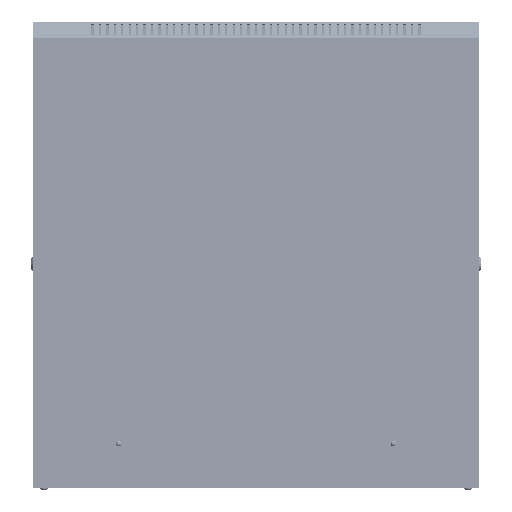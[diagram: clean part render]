
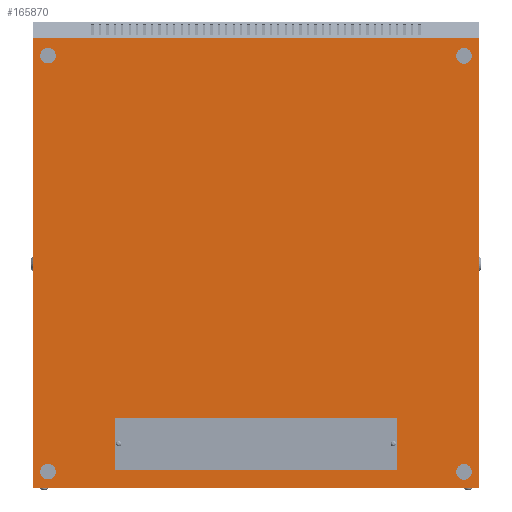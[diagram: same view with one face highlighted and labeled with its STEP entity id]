
A CAD part, front view. The second image highlights one B-rep face of the part: STEP entity #165870.
In plain terms, the highlighted planar face has unit normal (0, -1, 0).
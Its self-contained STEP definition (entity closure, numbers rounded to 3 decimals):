
#1025 = AXIS2_PLACEMENT_3D ( 'NONE', #165440, #163725, #163668 ) ;
#1797 = VECTOR ( 'NONE', #25324, 1000. ) ;
#4514 = CARTESIAN_POINT ( 'NONE',  ( -280., 0., 18.65 ) ) ;
#6161 = EDGE_LOOP ( 'NONE', ( #116037, #125509 ) ) ;
#6770 = CIRCLE ( 'NONE', #169218, 3.25 ) ;
#7253 = EDGE_CURVE ( 'NONE', #179663, #176738, #6770, .T. ) ;
#7976 = FACE_BOUND ( 'NONE', #172243, .T. ) ;
#8836 = CARTESIAN_POINT ( 'NONE',  ( -190., 0., 25. ) ) ;
#9618 = VERTEX_POINT ( 'NONE', #196642 ) ;
#10115 = CARTESIAN_POINT ( 'NONE',  ( -280., 0., 585.15 ) ) ;
#11290 = EDGE_LOOP ( 'NONE', ( #56659, #73515 ) ) ;
#11576 = VERTEX_POINT ( 'NONE', #106793 ) ;
#12840 = FACE_BOUND ( 'NONE', #119791, .T. ) ;
#14009 = LINE ( 'NONE', #52555, #49979 ) ;
#14748 = DIRECTION ( 'NONE',  ( 0., 0., 1. ) ) ;
#17312 = CIRCLE ( 'NONE', #197975, 3.25 ) ;
#18884 = VERTEX_POINT ( 'NONE', #51152 ) ;
#20449 = VERTEX_POINT ( 'NONE', #167242 ) ;
#20490 = ORIENTED_EDGE ( 'NONE', *, *, #124316, .T. ) ;
#20766 = EDGE_CURVE ( 'NONE', #176738, #179663, #94410, .T. ) ;
#21388 = EDGE_CURVE ( 'NONE', #18884, #11576, #175490, .T. ) ;
#23876 = VERTEX_POINT ( 'NONE', #93475 ) ;
#25124 = ORIENTED_EDGE ( 'NONE', *, *, #173025, .T. ) ;
#25324 = DIRECTION ( 'NONE',  ( -1., 0., 0. ) ) ;
#28156 = DIRECTION ( 'NONE',  ( 0., 0., 1. ) ) ;
#28199 = DIRECTION ( 'NONE',  ( 0., 1., 0. ) ) ;
#28410 = CARTESIAN_POINT ( 'NONE',  ( -280., 0., 581.9 ) ) ;
#30832 = ORIENTED_EDGE ( 'NONE', *, *, #126117, .F. ) ;
#30978 = EDGE_CURVE ( 'NONE', #118911, #76012, #54569, .T. ) ;
#31304 = CARTESIAN_POINT ( 'NONE',  ( -190., 0., 95. ) ) ;
#31953 = DIRECTION ( 'NONE',  ( 0., 1., 0. ) ) ;
#34992 = DIRECTION ( 'NONE',  ( 0., 0., -1. ) ) ;
#35858 = CARTESIAN_POINT ( 'NONE',  ( -300., 0., 606.5 ) ) ;
#37745 = ORIENTED_EDGE ( 'NONE', *, *, #190040, .F. ) ;
#38248 = CIRCLE ( 'NONE', #195963, 3.25 ) ;
#38792 = DIRECTION ( 'NONE',  ( 0., 1., 0. ) ) ;
#39074 = VERTEX_POINT ( 'NONE', #122236 ) ;
#42403 = ORIENTED_EDGE ( 'NONE', *, *, #30978, .T. ) ;
#42630 = CARTESIAN_POINT ( 'NONE',  ( 280., 0., 21.9 ) ) ;
#42739 = CARTESIAN_POINT ( 'NONE',  ( -190., 0., 95. ) ) ;
#45878 = VERTEX_POINT ( 'NONE', #4514 ) ;
#46748 = DIRECTION ( 'NONE',  ( 0., 0., -1. ) ) ;
#47216 = ORIENTED_EDGE ( 'NONE', *, *, #141634, .F. ) ;
#49563 = CARTESIAN_POINT ( 'NONE',  ( 300., 0., 0. ) ) ;
#49979 = VECTOR ( 'NONE', #52139, 1000. ) ;
#50483 = LINE ( 'NONE', #42739, #126834 ) ;
#50491 = VERTEX_POINT ( 'NONE', #76231 ) ;
#51152 = CARTESIAN_POINT ( 'NONE',  ( 280., 0., 585.15 ) ) ;
#52139 = DIRECTION ( 'NONE',  ( 0., 0., -1. ) ) ;
#52555 = CARTESIAN_POINT ( 'NONE',  ( 300., 0., 606.5 ) ) ;
#52597 = VERTEX_POINT ( 'NONE', #131903 ) ;
#54569 = LINE ( 'NONE', #35858, #85647 ) ;
#54628 = DIRECTION ( 'NONE',  ( -1., 0., 0. ) ) ;
#55280 = CARTESIAN_POINT ( 'NONE',  ( 300., 0., 606.5 ) ) ;
#56659 = ORIENTED_EDGE ( 'NONE', *, *, #178677, .T. ) ;
#57556 = CARTESIAN_POINT ( 'NONE',  ( -280., 0., 578.65 ) ) ;
#58044 = DIRECTION ( 'NONE',  ( 0., 0., 1. ) ) ;
#58580 = ORIENTED_EDGE ( 'NONE', *, *, #58679, .T. ) ;
#58679 = EDGE_CURVE ( 'NONE', #50491, #45878, #149228, .T. ) ;
#58921 = VERTEX_POINT ( 'NONE', #105006 ) ;
#60827 = AXIS2_PLACEMENT_3D ( 'NONE', #66754, #66525, #66296 ) ;
#66296 = DIRECTION ( 'NONE',  ( 0., 0., 1. ) ) ;
#66525 = DIRECTION ( 'NONE',  ( 0., 1., 0. ) ) ;
#66754 = CARTESIAN_POINT ( 'NONE',  ( 280., 0., 581.9 ) ) ;
#68024 = VECTOR ( 'NONE', #191770, 1000. ) ;
#68908 = ORIENTED_EDGE ( 'NONE', *, *, #185908, .T. ) ;
#70067 = EDGE_CURVE ( 'NONE', #82531, #182653, #14009, .T. ) ;
#73515 = ORIENTED_EDGE ( 'NONE', *, *, #98649, .T. ) ;
#74353 = AXIS2_PLACEMENT_3D ( 'NONE', #197638, #106421, #14748 ) ;
#76012 = VERTEX_POINT ( 'NONE', #183476 ) ;
#76231 = CARTESIAN_POINT ( 'NONE',  ( -280., 0., 25.15 ) ) ;
#80094 = CARTESIAN_POINT ( 'NONE',  ( 300., 0., 606.5 ) ) ;
#82476 = AXIS2_PLACEMENT_3D ( 'NONE', #132053, #131814, #131782 ) ;
#82531 = VERTEX_POINT ( 'NONE', #80094 ) ;
#83450 = DIRECTION ( 'NONE',  ( 0., 1., 0. ) ) ;
#84313 = CARTESIAN_POINT ( 'NONE',  ( 300., 0., 606.5 ) ) ;
#84658 = FACE_BOUND ( 'NONE', #182031, .T. ) ;
#85647 = VECTOR ( 'NONE', #34992, 1000. ) ;
#89469 = FACE_BOUND ( 'NONE', #6161, .T. ) ;
#90779 = LINE ( 'NONE', #55280, #95527 ) ;
#92262 = ORIENTED_EDGE ( 'NONE', *, *, #21388, .T. ) ;
#93475 = CARTESIAN_POINT ( 'NONE',  ( -190., 0., 25. ) ) ;
#94410 = CIRCLE ( 'NONE', #82476, 3.25 ) ;
#95527 = VECTOR ( 'NONE', #54628, 1000. ) ;
#98034 = CARTESIAN_POINT ( 'NONE',  ( 190., 0., 95. ) ) ;
#98649 = EDGE_CURVE ( 'NONE', #52597, #58921, #142714, .T. ) ;
#101141 = VECTOR ( 'NONE', #46748, 1000. ) ;
#101493 = CARTESIAN_POINT ( 'NONE',  ( 300., 0., 0. ) ) ;
#105006 = CARTESIAN_POINT ( 'NONE',  ( 280., 0., 25.15 ) ) ;
#105958 = LINE ( 'NONE', #31304, #101141 ) ;
#106421 = DIRECTION ( 'NONE',  ( 0., 1., 0. ) ) ;
#106793 = CARTESIAN_POINT ( 'NONE',  ( 280., 0., 578.65 ) ) ;
#116037 = ORIENTED_EDGE ( 'NONE', *, *, #7253, .T. ) ;
#118911 = VERTEX_POINT ( 'NONE', #177162 ) ;
#119791 = EDGE_LOOP ( 'NONE', ( #92262, #20490 ) ) ;
#121500 = ORIENTED_EDGE ( 'NONE', *, *, #183631, .F. ) ;
#122236 = CARTESIAN_POINT ( 'NONE',  ( 190., 0., 95. ) ) ;
#122310 = EDGE_CURVE ( 'NONE', #9618, #39074, #159792, .T. ) ;
#123416 = CARTESIAN_POINT ( 'NONE',  ( 280., 0., 21.9 ) ) ;
#124014 = VECTOR ( 'NONE', #144037, 1000. ) ;
#124316 = EDGE_CURVE ( 'NONE', #11576, #18884, #154435, .T. ) ;
#125140 = FACE_OUTER_BOUND ( 'NONE', #151848, .T. ) ;
#125509 = ORIENTED_EDGE ( 'NONE', *, *, #20766, .T. ) ;
#126117 = EDGE_CURVE ( 'NONE', #23876, #9618, #153900, .T. ) ;
#126834 = VECTOR ( 'NONE', #164820, 1000. ) ;
#130315 = PLANE ( 'NONE',  #174480 ) ;
#131092 = ORIENTED_EDGE ( 'NONE', *, *, #122310, .F. ) ;
#131782 = DIRECTION ( 'NONE',  ( 0., 0., 1. ) ) ;
#131814 = DIRECTION ( 'NONE',  ( 0., 1., 0. ) ) ;
#131903 = CARTESIAN_POINT ( 'NONE',  ( 280., 0., 18.65 ) ) ;
#132053 = CARTESIAN_POINT ( 'NONE',  ( -280., 0., 581.9 ) ) ;
#135705 = ORIENTED_EDGE ( 'NONE', *, *, #70067, .F. ) ;
#138815 = DIRECTION ( 'NONE',  ( 0., 0., 1. ) ) ;
#141634 = EDGE_CURVE ( 'NONE', #182653, #76012, #164377, .T. ) ;
#142714 = CIRCLE ( 'NONE', #151193, 3.25 ) ;
#144037 = DIRECTION ( 'NONE',  ( 0., 0., 1. ) ) ;
#145641 = DIRECTION ( 'NONE',  ( 0., 0., 1. ) ) ;
#149228 = CIRCLE ( 'NONE', #1025, 3.25 ) ;
#149405 = DIRECTION ( 'NONE',  ( 0., 1., 0. ) ) ;
#151193 = AXIS2_PLACEMENT_3D ( 'NONE', #42630, #149405, #58044 ) ;
#151848 = EDGE_LOOP ( 'NONE', ( #42403, #47216, #135705, #68908 ) ) ;
#153900 = LINE ( 'NONE', #8836, #68024 ) ;
#154435 = CIRCLE ( 'NONE', #74353, 3.25 ) ;
#159792 = LINE ( 'NONE', #98034, #124014 ) ;
#163668 = DIRECTION ( 'NONE',  ( 0., 0., 1. ) ) ;
#163725 = DIRECTION ( 'NONE',  ( 0., 1., 0. ) ) ;
#164377 = LINE ( 'NONE', #101493, #1797 ) ;
#164820 = DIRECTION ( 'NONE',  ( -1., 0., 0. ) ) ;
#165440 = CARTESIAN_POINT ( 'NONE',  ( -280., 0., 21.9 ) ) ;
#165729 = FACE_BOUND ( 'NONE', #11290, .T. ) ;
#165870 = ADVANCED_FACE ( 'NONE', ( #7976, #89469, #12840, #165729, #125140, #84658 ), #130315, .F. ) ;
#167242 = CARTESIAN_POINT ( 'NONE',  ( -190., 0., 95. ) ) ;
#169218 = AXIS2_PLACEMENT_3D ( 'NONE', #28410, #28199, #28156 ) ;
#172243 = EDGE_LOOP ( 'NONE', ( #58580, #25124 ) ) ;
#173025 = EDGE_CURVE ( 'NONE', #45878, #50491, #38248, .T. ) ;
#174480 = AXIS2_PLACEMENT_3D ( 'NONE', #84313, #38792, #145641 ) ;
#174696 = CARTESIAN_POINT ( 'NONE',  ( -280., 0., 21.9 ) ) ;
#175490 = CIRCLE ( 'NONE', #60827, 3.25 ) ;
#176738 = VERTEX_POINT ( 'NONE', #57556 ) ;
#177162 = CARTESIAN_POINT ( 'NONE',  ( -300., 0., 606.5 ) ) ;
#178677 = EDGE_CURVE ( 'NONE', #58921, #52597, #17312, .T. ) ;
#179663 = VERTEX_POINT ( 'NONE', #10115 ) ;
#182031 = EDGE_LOOP ( 'NONE', ( #37745, #121500, #131092, #30832 ) ) ;
#182653 = VERTEX_POINT ( 'NONE', #49563 ) ;
#183476 = CARTESIAN_POINT ( 'NONE',  ( -300., 0., 0. ) ) ;
#183631 = EDGE_CURVE ( 'NONE', #39074, #20449, #50483, .T. ) ;
#185908 = EDGE_CURVE ( 'NONE', #82531, #118911, #90779, .T. ) ;
#190040 = EDGE_CURVE ( 'NONE', #20449, #23876, #105958, .T. ) ;
#190050 = DIRECTION ( 'NONE',  ( 0., 0., 1. ) ) ;
#191770 = DIRECTION ( 'NONE',  ( 1., 0., 0. ) ) ;
#195963 = AXIS2_PLACEMENT_3D ( 'NONE', #174696, #83450, #190050 ) ;
#196642 = CARTESIAN_POINT ( 'NONE',  ( 190., 0., 25. ) ) ;
#197638 = CARTESIAN_POINT ( 'NONE',  ( 280., 0., 581.9 ) ) ;
#197975 = AXIS2_PLACEMENT_3D ( 'NONE', #123416, #31953, #138815 ) ;
